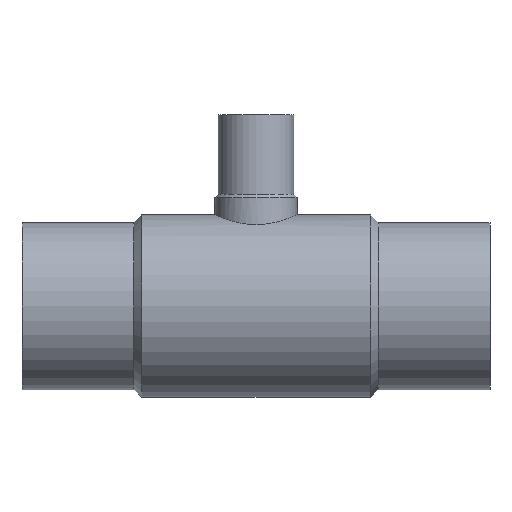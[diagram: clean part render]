
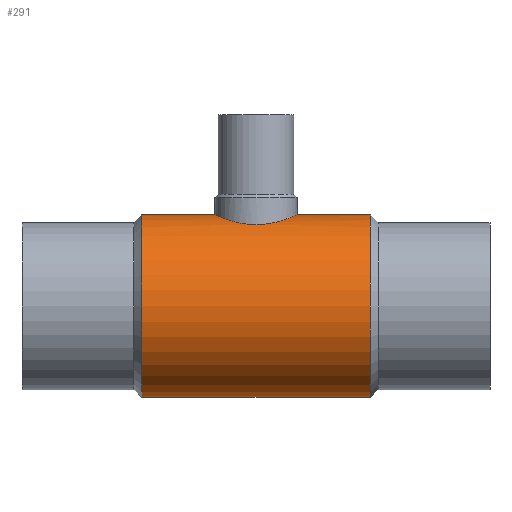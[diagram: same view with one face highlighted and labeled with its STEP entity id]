
A CAD part, top view. The second image highlights one B-rep face of the part: STEP entity #291.
In plain terms, the highlighted cylindrical face has radius 109.1 mm (diameter 218.2 mm), a partial arc.
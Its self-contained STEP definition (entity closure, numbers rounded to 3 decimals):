
#175 = VERTEX_POINT( '', #408 );
#183 = VERTEX_POINT( '', #416 );
#195 = EDGE_CURVE( '', #331, #333, #429, .T. );
#207 = VERTEX_POINT( '', #443 );
#223 = EDGE_CURVE( '', #333, #183, #460, .T. );
#225 = VERTEX_POINT( '', #462 );
#267 = EDGE_CURVE( '', #225, #207, #509, .T. );
#281 = EDGE_CURVE( '', #183, #207, #527, .T. );
#291 = ADVANCED_FACE( '', ( #538 ), #539, .T. );
#311 = EDGE_CURVE( '', #175, #331, #561, .T. );
#325 = EDGE_CURVE( '', #225, #175, #577, .T. );
#331 = VERTEX_POINT( '', #584 );
#333 = VERTEX_POINT( '', #586 );
#408 = CARTESIAN_POINT( '', ( -143.1, -109.1, 0. ) );
#416 = CARTESIAN_POINT( '', ( -329.1, 109.1, 0. ) );
#429 = LINE( '', #788, #789 );
#443 = CARTESIAN_POINT( '', ( -416.9, 109.1, 0. ) );
#460 = B_SPLINE_CURVE_WITH_KNOTS( '', 3, ( #897, #898, #899, #900, #901, #902, #903, #904, #905, #906, #907, #908, #909, #910, #911, #912, #913, #914, #915, #916, #917, #918, #919, #920, #921, #922, #923, #924, #925, #926, #927, #928, #929, #930, #931, #932, #933, #934, #935, #936, #937, #938, #939, #940, #941, #942, #943, #944, #945, #946, #947, #948, #949, #950, #951, #952, #953, #954, #955, #956, #957, #958, #959, #960, #961, #962 ), .UNSPECIFIED., .F., .F., ( 4, 2, 2, 2, 2, 2, 2, 2, 2, 2, 2, 2, 2, 2, 2, 2, 2, 2, 2, 2, 2, 2, 2, 2, 2, 2, 2, 2, 2, 2, 2, 2, 4 ), ( 75.173, 79.867, 84.561, 89.256, 93.95, 98.644, 103.339, 108.033, 112.727, 117.43, 122.132, 126.834, 131.536, 136.239, 140.941, 145.643, 150.346, 155.048, 159.75, 164.453, 169.155, 173.857, 178.559, 183.262, 187.964, 192.658, 197.353, 202.047, 206.741, 211.436, 216.13, 220.824, 225.518 ), .UNSPECIFIED. );
#462 = CARTESIAN_POINT( '', ( -416.9, -109.1, 0. ) );
#509 = CIRCLE( '', #1030, 109.1 );
#527 = LINE( '', #1050, #1051 );
#538 = FACE_OUTER_BOUND( '', #1065, .T. );
#539 = CYLINDRICAL_SURFACE( '', #1066, 109.1 );
#561 = CIRCLE( '', #1130, 109.1 );
#577 = LINE( '', #1151, #1152 );
#584 = CARTESIAN_POINT( '', ( -143.1, 109.1, 0. ) );
#586 = CARTESIAN_POINT( '', ( -230.9, 109.1, 0. ) );
#788 = CARTESIAN_POINT( '', ( -280., 109.1, 0. ) );
#789 = VECTOR( '', #1243, 1. );
#897 = CARTESIAN_POINT( '', ( -230.9, 109.1, 0. ) );
#898 = CARTESIAN_POINT( '', ( -230.9, 109.1, 1.565 ) );
#899 = CARTESIAN_POINT( '', ( -230.975, 109.066, 3.153 ) );
#900 = CARTESIAN_POINT( '', ( -231.285, 108.927, 6.344 ) );
#901 = CARTESIAN_POINT( '', ( -231.52, 108.822, 7.948 ) );
#902 = CARTESIAN_POINT( '', ( -232.153, 108.542, 11.139 ) );
#903 = CARTESIAN_POINT( '', ( -232.55, 108.367, 12.727 ) );
#904 = CARTESIAN_POINT( '', ( -233.503, 107.953, 15.86 ) );
#905 = CARTESIAN_POINT( '', ( -234.059, 107.714, 17.404 ) );
#906 = CARTESIAN_POINT( '', ( -235.319, 107.182, 20.423 ) );
#907 = CARTESIAN_POINT( '', ( -236.024, 106.89, 21.898 ) );
#908 = CARTESIAN_POINT( '', ( -237.568, 106.264, 24.759 ) );
#909 = CARTESIAN_POINT( '', ( -238.408, 105.93, 26.143 ) );
#910 = CARTESIAN_POINT( '', ( -240.203, 105.239, 28.802 ) );
#911 = CARTESIAN_POINT( '', ( -241.158, 104.88, 30.076 ) );
#912 = CARTESIAN_POINT( '', ( -243.159, 104.156, 32.496 ) );
#913 = CARTESIAN_POINT( '', ( -244.205, 103.79, 33.642 ) );
#914 = CARTESIAN_POINT( '', ( -246.359, 103.066, 35.797 ) );
#915 = CARTESIAN_POINT( '', ( -247.507, 102.696, 36.844 ) );
#916 = CARTESIAN_POINT( '', ( -249.929, 101.955, 38.846 ) );
#917 = CARTESIAN_POINT( '', ( -251.203, 101.585, 39.801 ) );
#918 = CARTESIAN_POINT( '', ( -253.862, 100.864, 41.595 ) );
#919 = CARTESIAN_POINT( '', ( -255.246, 100.513, 42.434 ) );
#920 = CARTESIAN_POINT( '', ( -258.104, 99.847, 43.977 ) );
#921 = CARTESIAN_POINT( '', ( -259.578, 99.533, 44.681 ) );
#922 = CARTESIAN_POINT( '', ( -262.594, 98.959, 45.94 ) );
#923 = CARTESIAN_POINT( '', ( -264.137, 98.698, 46.496 ) );
#924 = CARTESIAN_POINT( '', ( -267.267, 98.243, 47.449 ) );
#925 = CARTESIAN_POINT( '', ( -268.855, 98.049, 47.846 ) );
#926 = CARTESIAN_POINT( '', ( -272.045, 97.738, 48.479 ) );
#927 = CARTESIAN_POINT( '', ( -273.649, 97.621, 48.714 ) );
#928 = CARTESIAN_POINT( '', ( -276.843, 97.465, 49.025 ) );
#929 = CARTESIAN_POINT( '', ( -278.433, 97.427, 49.1 ) );
#930 = CARTESIAN_POINT( '', ( -281.567, 97.427, 49.1 ) );
#931 = CARTESIAN_POINT( '', ( -283.157, 97.465, 49.025 ) );
#932 = CARTESIAN_POINT( '', ( -286.351, 97.621, 48.714 ) );
#933 = CARTESIAN_POINT( '', ( -287.955, 97.738, 48.479 ) );
#934 = CARTESIAN_POINT( '', ( -291.145, 98.049, 47.846 ) );
#935 = CARTESIAN_POINT( '', ( -292.733, 98.243, 47.449 ) );
#936 = CARTESIAN_POINT( '', ( -295.863, 98.698, 46.496 ) );
#937 = CARTESIAN_POINT( '', ( -297.406, 98.959, 45.94 ) );
#938 = CARTESIAN_POINT( '', ( -300.422, 99.533, 44.681 ) );
#939 = CARTESIAN_POINT( '', ( -301.896, 99.847, 43.977 ) );
#940 = CARTESIAN_POINT( '', ( -304.754, 100.513, 42.434 ) );
#941 = CARTESIAN_POINT( '', ( -306.138, 100.864, 41.595 ) );
#942 = CARTESIAN_POINT( '', ( -308.797, 101.585, 39.801 ) );
#943 = CARTESIAN_POINT( '', ( -310.071, 101.955, 38.846 ) );
#944 = CARTESIAN_POINT( '', ( -312.493, 102.696, 36.844 ) );
#945 = CARTESIAN_POINT( '', ( -313.641, 103.066, 35.797 ) );
#946 = CARTESIAN_POINT( '', ( -315.795, 103.79, 33.642 ) );
#947 = CARTESIAN_POINT( '', ( -316.841, 104.156, 32.496 ) );
#948 = CARTESIAN_POINT( '', ( -318.842, 104.88, 30.076 ) );
#949 = CARTESIAN_POINT( '', ( -319.797, 105.239, 28.802 ) );
#950 = CARTESIAN_POINT( '', ( -321.592, 105.93, 26.143 ) );
#951 = CARTESIAN_POINT( '', ( -322.432, 106.264, 24.759 ) );
#952 = CARTESIAN_POINT( '', ( -323.976, 106.89, 21.898 ) );
#953 = CARTESIAN_POINT( '', ( -324.681, 107.182, 20.423 ) );
#954 = CARTESIAN_POINT( '', ( -325.941, 107.714, 17.404 ) );
#955 = CARTESIAN_POINT( '', ( -326.497, 107.953, 15.86 ) );
#956 = CARTESIAN_POINT( '', ( -327.45, 108.367, 12.727 ) );
#957 = CARTESIAN_POINT( '', ( -327.847, 108.542, 11.139 ) );
#958 = CARTESIAN_POINT( '', ( -328.48, 108.822, 7.948 ) );
#959 = CARTESIAN_POINT( '', ( -328.715, 108.927, 6.344 ) );
#960 = CARTESIAN_POINT( '', ( -329.025, 109.066, 3.153 ) );
#961 = CARTESIAN_POINT( '', ( -329.1, 109.1, 1.565 ) );
#962 = CARTESIAN_POINT( '', ( -329.1, 109.1, 0. ) );
#1030 = AXIS2_PLACEMENT_3D( '', #1336, #1337, #1338 );
#1050 = CARTESIAN_POINT( '', ( -280., 109.1, 0. ) );
#1051 = VECTOR( '', #1368, 1. );
#1065 = EDGE_LOOP( '', ( #1382, #1383, #1384, #1385, #1386, #1387 ) );
#1066 = AXIS2_PLACEMENT_3D( '', #1388, #1389, #1390 );
#1130 = AXIS2_PLACEMENT_3D( '', #1418, #1419, #1420 );
#1151 = CARTESIAN_POINT( '', ( -280., -109.1, 0. ) );
#1152 = VECTOR( '', #1444, 1. );
#1243 = DIRECTION( '', ( -1., 0., 0. ) );
#1336 = CARTESIAN_POINT( '', ( -416.9, 0., 0. ) );
#1337 = DIRECTION( '', ( -1., 0., 0. ) );
#1338 = DIRECTION( '', ( 0., 1., 0. ) );
#1368 = DIRECTION( '', ( -1., 0., 0. ) );
#1382 = ORIENTED_EDGE( '', *, *, #195, .T. );
#1383 = ORIENTED_EDGE( '', *, *, #223, .T. );
#1384 = ORIENTED_EDGE( '', *, *, #281, .T. );
#1385 = ORIENTED_EDGE( '', *, *, #267, .F. );
#1386 = ORIENTED_EDGE( '', *, *, #325, .T. );
#1387 = ORIENTED_EDGE( '', *, *, #311, .T. );
#1388 = CARTESIAN_POINT( '', ( -280., 0., 0. ) );
#1389 = DIRECTION( '', ( 1., 0., 0. ) );
#1390 = DIRECTION( '', ( 0., 1., 0. ) );
#1418 = CARTESIAN_POINT( '', ( -143.1, 0., 0. ) );
#1419 = DIRECTION( '', ( -1., 0., 0. ) );
#1420 = DIRECTION( '', ( 0., 1., 0. ) );
#1444 = DIRECTION( '', ( 1., 0., 0. ) );
